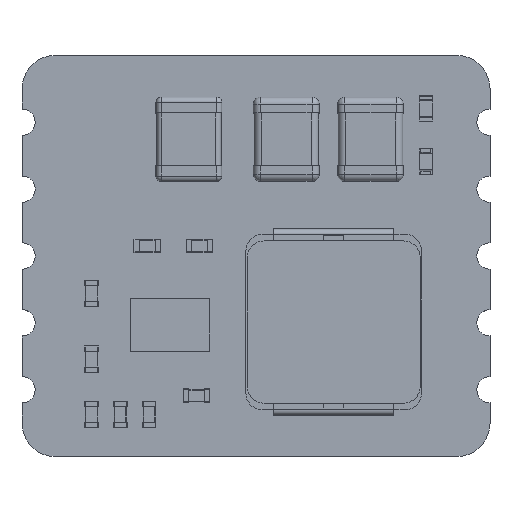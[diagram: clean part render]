
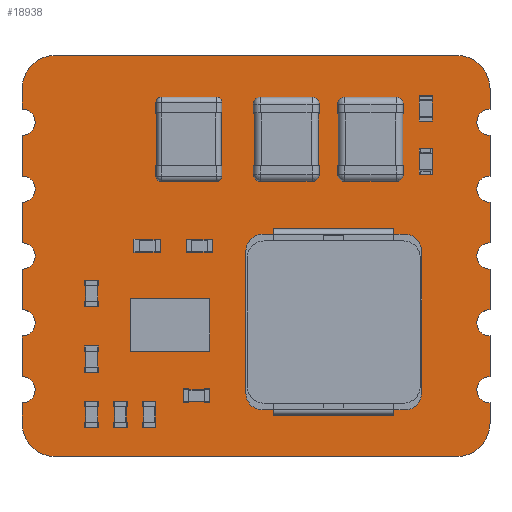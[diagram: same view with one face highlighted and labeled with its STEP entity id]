
A CAD part, top view. The second image highlights one B-rep face of the part: STEP entity #18938.
In plain terms, the highlighted planar face has unit normal (0, 0, 1).
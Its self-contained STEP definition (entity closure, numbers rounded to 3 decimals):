
#18619 = VERTEX_POINT('',#18620);
#18620 = CARTESIAN_POINT('',(16.51,2.54,1.6));
#18626 = EDGE_CURVE('',#18619,#18627,#18629,.T.);
#18627 = VERTEX_POINT('',#18628);
#18628 = CARTESIAN_POINT('',(17.78,1.27,1.6));
#18629 = CIRCLE('',#18630,1.27);
#18630 = AXIS2_PLACEMENT_3D('',#18631,#18632,#18633);
#18631 = CARTESIAN_POINT('',(16.51,1.27,1.6));
#18632 = DIRECTION('',(0.,0.,-1.));
#18633 = DIRECTION('',(0.,1.,0.));
#18661 = VERTEX_POINT('',#18662);
#18662 = CARTESIAN_POINT('',(1.27,2.54,1.6));
#18668 = EDGE_CURVE('',#18661,#18619,#18669,.T.);
#18669 = LINE('',#18670,#18671);
#18670 = CARTESIAN_POINT('',(1.27,2.54,1.6));
#18671 = VECTOR('',#18672,1.);
#18672 = DIRECTION('',(1.,0.,0.));
#18698 = EDGE_CURVE('',#18627,#18699,#18701,.T.);
#18699 = VERTEX_POINT('',#18700);
#18700 = CARTESIAN_POINT('',(17.78,0.5,1.6));
#18701 = LINE('',#18702,#18703);
#18702 = CARTESIAN_POINT('',(17.78,1.27,1.6));
#18703 = VECTOR('',#18704,1.);
#18704 = DIRECTION('',(0.,-1.,0.));
#18938 = ADVANCED_FACE('',(#18939),#19155,.T.);
#18939 = FACE_BOUND('',#18940,.T.);
#18940 = EDGE_LOOP('',(#18941,#18942,#18943,#18952,#18960,#18969,#18977,
    #18986,#18994,#19003,#19011,#19020,#19028,#19037,#19045,#19054,
    #19062,#19071,#19079,#19088,#19096,#19105,#19113,#19122,#19130,
    #19139,#19147,#19154));
#18941 = ORIENTED_EDGE('',*,*,#18626,.F.);
#18942 = ORIENTED_EDGE('',*,*,#18668,.F.);
#18943 = ORIENTED_EDGE('',*,*,#18944,.F.);
#18944 = EDGE_CURVE('',#18945,#18661,#18947,.T.);
#18945 = VERTEX_POINT('',#18946);
#18946 = CARTESIAN_POINT('',(0.,1.27,1.6));
#18947 = CIRCLE('',#18948,1.27);
#18948 = AXIS2_PLACEMENT_3D('',#18949,#18950,#18951);
#18949 = CARTESIAN_POINT('',(1.27,1.27,1.6));
#18950 = DIRECTION('',(0.,0.,-1.));
#18951 = DIRECTION('',(-1.,0.,-0.));
#18952 = ORIENTED_EDGE('',*,*,#18953,.F.);
#18953 = EDGE_CURVE('',#18954,#18945,#18956,.T.);
#18954 = VERTEX_POINT('',#18955);
#18955 = CARTESIAN_POINT('',(0.,0.5,1.6));
#18956 = LINE('',#18957,#18958);
#18957 = CARTESIAN_POINT('',(0.,-11.43,1.6));
#18958 = VECTOR('',#18959,1.);
#18959 = DIRECTION('',(0.,1.,0.));
#18960 = ORIENTED_EDGE('',*,*,#18961,.T.);
#18961 = EDGE_CURVE('',#18954,#18962,#18964,.T.);
#18962 = VERTEX_POINT('',#18963);
#18963 = CARTESIAN_POINT('',(0.,-0.5,1.6));
#18964 = CIRCLE('',#18965,0.5);
#18965 = AXIS2_PLACEMENT_3D('',#18966,#18967,#18968);
#18966 = CARTESIAN_POINT('',(0.,0.,1.6)
  );
#18967 = DIRECTION('',(-0.,0.,-1.));
#18968 = DIRECTION('',(0.,-1.,-0.));
#18969 = ORIENTED_EDGE('',*,*,#18970,.F.);
#18970 = EDGE_CURVE('',#18971,#18962,#18973,.T.);
#18971 = VERTEX_POINT('',#18972);
#18972 = CARTESIAN_POINT('',(0.,-2.04,1.6));
#18973 = LINE('',#18974,#18975);
#18974 = CARTESIAN_POINT('',(0.,-11.43,1.6));
#18975 = VECTOR('',#18976,1.);
#18976 = DIRECTION('',(0.,1.,0.));
#18977 = ORIENTED_EDGE('',*,*,#18978,.T.);
#18978 = EDGE_CURVE('',#18971,#18979,#18981,.T.);
#18979 = VERTEX_POINT('',#18980);
#18980 = CARTESIAN_POINT('',(0.,-3.04,1.6));
#18981 = CIRCLE('',#18982,0.5);
#18982 = AXIS2_PLACEMENT_3D('',#18983,#18984,#18985);
#18983 = CARTESIAN_POINT('',(0.,-2.54,1.6));
#18984 = DIRECTION('',(-0.,0.,-1.));
#18985 = DIRECTION('',(0.,-1.,-0.));
#18986 = ORIENTED_EDGE('',*,*,#18987,.F.);
#18987 = EDGE_CURVE('',#18988,#18979,#18990,.T.);
#18988 = VERTEX_POINT('',#18989);
#18989 = CARTESIAN_POINT('',(0.,-4.58,1.6));
#18990 = LINE('',#18991,#18992);
#18991 = CARTESIAN_POINT('',(0.,-11.43,1.6));
#18992 = VECTOR('',#18993,1.);
#18993 = DIRECTION('',(0.,1.,0.));
#18994 = ORIENTED_EDGE('',*,*,#18995,.T.);
#18995 = EDGE_CURVE('',#18988,#18996,#18998,.T.);
#18996 = VERTEX_POINT('',#18997);
#18997 = CARTESIAN_POINT('',(0.,-5.58,1.6));
#18998 = CIRCLE('',#18999,0.5);
#18999 = AXIS2_PLACEMENT_3D('',#19000,#19001,#19002);
#19000 = CARTESIAN_POINT('',(0.,-5.08,1.6));
#19001 = DIRECTION('',(-0.,0.,-1.));
#19002 = DIRECTION('',(0.,-1.,-0.));
#19003 = ORIENTED_EDGE('',*,*,#19004,.F.);
#19004 = EDGE_CURVE('',#19005,#18996,#19007,.T.);
#19005 = VERTEX_POINT('',#19006);
#19006 = CARTESIAN_POINT('',(0.,-7.12,1.6));
#19007 = LINE('',#19008,#19009);
#19008 = CARTESIAN_POINT('',(0.,-11.43,1.6));
#19009 = VECTOR('',#19010,1.);
#19010 = DIRECTION('',(0.,1.,0.));
#19011 = ORIENTED_EDGE('',*,*,#19012,.T.);
#19012 = EDGE_CURVE('',#19005,#19013,#19015,.T.);
#19013 = VERTEX_POINT('',#19014);
#19014 = CARTESIAN_POINT('',(0.,-8.12,1.6));
#19015 = CIRCLE('',#19016,0.5);
#19016 = AXIS2_PLACEMENT_3D('',#19017,#19018,#19019);
#19017 = CARTESIAN_POINT('',(0.,-7.62,1.6));
#19018 = DIRECTION('',(-0.,0.,-1.));
#19019 = DIRECTION('',(-0.,-1.,0.));
#19020 = ORIENTED_EDGE('',*,*,#19021,.F.);
#19021 = EDGE_CURVE('',#19022,#19013,#19024,.T.);
#19022 = VERTEX_POINT('',#19023);
#19023 = CARTESIAN_POINT('',(0.,-9.66,1.6));
#19024 = LINE('',#19025,#19026);
#19025 = CARTESIAN_POINT('',(0.,-11.43,1.6));
#19026 = VECTOR('',#19027,1.);
#19027 = DIRECTION('',(0.,1.,0.));
#19028 = ORIENTED_EDGE('',*,*,#19029,.T.);
#19029 = EDGE_CURVE('',#19022,#19030,#19032,.T.);
#19030 = VERTEX_POINT('',#19031);
#19031 = CARTESIAN_POINT('',(0.,-10.66,1.6));
#19032 = CIRCLE('',#19033,0.5);
#19033 = AXIS2_PLACEMENT_3D('',#19034,#19035,#19036);
#19034 = CARTESIAN_POINT('',(0.,-10.16,1.6));
#19035 = DIRECTION('',(-0.,0.,-1.));
#19036 = DIRECTION('',(0.,-1.,-0.));
#19037 = ORIENTED_EDGE('',*,*,#19038,.F.);
#19038 = EDGE_CURVE('',#19039,#19030,#19041,.T.);
#19039 = VERTEX_POINT('',#19040);
#19040 = CARTESIAN_POINT('',(0.,-11.43,1.6));
#19041 = LINE('',#19042,#19043);
#19042 = CARTESIAN_POINT('',(0.,-11.43,1.6));
#19043 = VECTOR('',#19044,1.);
#19044 = DIRECTION('',(0.,1.,0.));
#19045 = ORIENTED_EDGE('',*,*,#19046,.F.);
#19046 = EDGE_CURVE('',#19047,#19039,#19049,.T.);
#19047 = VERTEX_POINT('',#19048);
#19048 = CARTESIAN_POINT('',(1.27,-12.7,1.6));
#19049 = CIRCLE('',#19050,1.27);
#19050 = AXIS2_PLACEMENT_3D('',#19051,#19052,#19053);
#19051 = CARTESIAN_POINT('',(1.27,-11.43,1.6));
#19052 = DIRECTION('',(0.,0.,-1.));
#19053 = DIRECTION('',(0.,-1.,0.));
#19054 = ORIENTED_EDGE('',*,*,#19055,.F.);
#19055 = EDGE_CURVE('',#19056,#19047,#19058,.T.);
#19056 = VERTEX_POINT('',#19057);
#19057 = CARTESIAN_POINT('',(16.51,-12.7,1.6));
#19058 = LINE('',#19059,#19060);
#19059 = CARTESIAN_POINT('',(16.51,-12.7,1.6));
#19060 = VECTOR('',#19061,1.);
#19061 = DIRECTION('',(-1.,0.,0.));
#19062 = ORIENTED_EDGE('',*,*,#19063,.F.);
#19063 = EDGE_CURVE('',#19064,#19056,#19066,.T.);
#19064 = VERTEX_POINT('',#19065);
#19065 = CARTESIAN_POINT('',(17.78,-11.43,1.6));
#19066 = CIRCLE('',#19067,1.27);
#19067 = AXIS2_PLACEMENT_3D('',#19068,#19069,#19070);
#19068 = CARTESIAN_POINT('',(16.51,-11.43,1.6));
#19069 = DIRECTION('',(0.,0.,-1.));
#19070 = DIRECTION('',(1.,0.,0.));
#19071 = ORIENTED_EDGE('',*,*,#19072,.F.);
#19072 = EDGE_CURVE('',#19073,#19064,#19075,.T.);
#19073 = VERTEX_POINT('',#19074);
#19074 = CARTESIAN_POINT('',(17.78,-10.66,1.6));
#19075 = LINE('',#19076,#19077);
#19076 = CARTESIAN_POINT('',(17.78,1.27,1.6));
#19077 = VECTOR('',#19078,1.);
#19078 = DIRECTION('',(0.,-1.,0.));
#19079 = ORIENTED_EDGE('',*,*,#19080,.T.);
#19080 = EDGE_CURVE('',#19073,#19081,#19083,.T.);
#19081 = VERTEX_POINT('',#19082);
#19082 = CARTESIAN_POINT('',(17.78,-9.66,1.6));
#19083 = CIRCLE('',#19084,0.5);
#19084 = AXIS2_PLACEMENT_3D('',#19085,#19086,#19087);
#19085 = CARTESIAN_POINT('',(17.78,-10.16,1.6));
#19086 = DIRECTION('',(-0.,0.,-1.));
#19087 = DIRECTION('',(-0.,-1.,0.));
#19088 = ORIENTED_EDGE('',*,*,#19089,.F.);
#19089 = EDGE_CURVE('',#19090,#19081,#19092,.T.);
#19090 = VERTEX_POINT('',#19091);
#19091 = CARTESIAN_POINT('',(17.78,-8.12,1.6));
#19092 = LINE('',#19093,#19094);
#19093 = CARTESIAN_POINT('',(17.78,1.27,1.6));
#19094 = VECTOR('',#19095,1.);
#19095 = DIRECTION('',(0.,-1.,0.));
#19096 = ORIENTED_EDGE('',*,*,#19097,.T.);
#19097 = EDGE_CURVE('',#19090,#19098,#19100,.T.);
#19098 = VERTEX_POINT('',#19099);
#19099 = CARTESIAN_POINT('',(17.78,-7.12,1.6));
#19100 = CIRCLE('',#19101,0.5);
#19101 = AXIS2_PLACEMENT_3D('',#19102,#19103,#19104);
#19102 = CARTESIAN_POINT('',(17.78,-7.62,1.6));
#19103 = DIRECTION('',(-0.,0.,-1.));
#19104 = DIRECTION('',(-0.,-1.,0.));
#19105 = ORIENTED_EDGE('',*,*,#19106,.F.);
#19106 = EDGE_CURVE('',#19107,#19098,#19109,.T.);
#19107 = VERTEX_POINT('',#19108);
#19108 = CARTESIAN_POINT('',(17.78,-5.58,1.6));
#19109 = LINE('',#19110,#19111);
#19110 = CARTESIAN_POINT('',(17.78,1.27,1.6));
#19111 = VECTOR('',#19112,1.);
#19112 = DIRECTION('',(0.,-1.,0.));
#19113 = ORIENTED_EDGE('',*,*,#19114,.T.);
#19114 = EDGE_CURVE('',#19107,#19115,#19117,.T.);
#19115 = VERTEX_POINT('',#19116);
#19116 = CARTESIAN_POINT('',(17.78,-4.58,1.6));
#19117 = CIRCLE('',#19118,0.5);
#19118 = AXIS2_PLACEMENT_3D('',#19119,#19120,#19121);
#19119 = CARTESIAN_POINT('',(17.78,-5.08,1.6));
#19120 = DIRECTION('',(-0.,0.,-1.));
#19121 = DIRECTION('',(-0.,-1.,0.));
#19122 = ORIENTED_EDGE('',*,*,#19123,.F.);
#19123 = EDGE_CURVE('',#19124,#19115,#19126,.T.);
#19124 = VERTEX_POINT('',#19125);
#19125 = CARTESIAN_POINT('',(17.78,-3.04,1.6));
#19126 = LINE('',#19127,#19128);
#19127 = CARTESIAN_POINT('',(17.78,1.27,1.6));
#19128 = VECTOR('',#19129,1.);
#19129 = DIRECTION('',(0.,-1.,0.));
#19130 = ORIENTED_EDGE('',*,*,#19131,.T.);
#19131 = EDGE_CURVE('',#19124,#19132,#19134,.T.);
#19132 = VERTEX_POINT('',#19133);
#19133 = CARTESIAN_POINT('',(17.78,-2.04,1.6));
#19134 = CIRCLE('',#19135,0.5);
#19135 = AXIS2_PLACEMENT_3D('',#19136,#19137,#19138);
#19136 = CARTESIAN_POINT('',(17.78,-2.54,1.6));
#19137 = DIRECTION('',(-0.,0.,-1.));
#19138 = DIRECTION('',(-0.,-1.,0.));
#19139 = ORIENTED_EDGE('',*,*,#19140,.F.);
#19140 = EDGE_CURVE('',#19141,#19132,#19143,.T.);
#19141 = VERTEX_POINT('',#19142);
#19142 = CARTESIAN_POINT('',(17.78,-0.5,1.6));
#19143 = LINE('',#19144,#19145);
#19144 = CARTESIAN_POINT('',(17.78,1.27,1.6));
#19145 = VECTOR('',#19146,1.);
#19146 = DIRECTION('',(0.,-1.,0.));
#19147 = ORIENTED_EDGE('',*,*,#19148,.T.);
#19148 = EDGE_CURVE('',#19141,#18699,#19149,.T.);
#19149 = CIRCLE('',#19150,0.5);
#19150 = AXIS2_PLACEMENT_3D('',#19151,#19152,#19153);
#19151 = CARTESIAN_POINT('',(17.78,0.,1.6));
#19152 = DIRECTION('',(-0.,0.,-1.));
#19153 = DIRECTION('',(-0.,-1.,0.));
#19154 = ORIENTED_EDGE('',*,*,#18698,.F.);
#19155 = PLANE('',#19156);
#19156 = AXIS2_PLACEMENT_3D('',#19157,#19158,#19159);
#19157 = CARTESIAN_POINT('',(0.,0.,1.6));
#19158 = DIRECTION('',(0.,0.,1.));
#19159 = DIRECTION('',(1.,0.,-0.));
